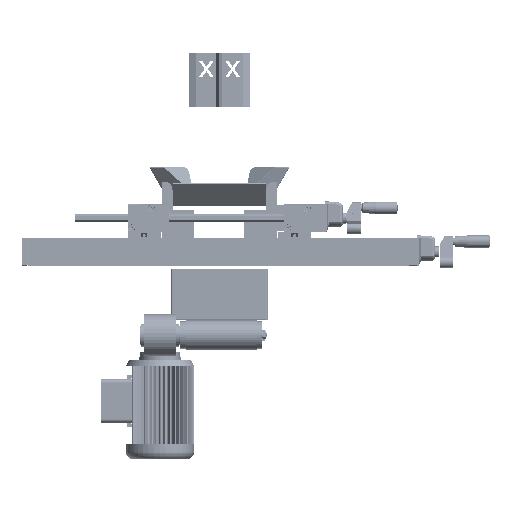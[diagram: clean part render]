
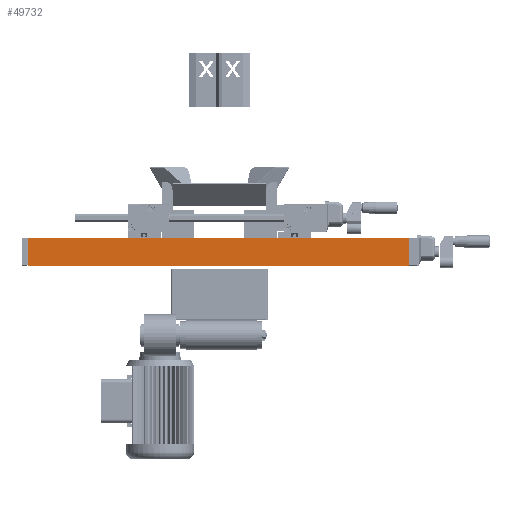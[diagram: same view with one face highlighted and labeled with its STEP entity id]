
A CAD part, left-side view. The second image highlights one B-rep face of the part: STEP entity #49732.
In plain terms, the highlighted face is planar.
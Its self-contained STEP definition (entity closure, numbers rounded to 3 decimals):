
#4130=ORIENTED_EDGE('',*,*,#18464,.T.);
#4131=ORIENTED_EDGE('',*,*,#18465,.F.);
#4132=ORIENTED_EDGE('',*,*,#18344,.F.);
#4133=ORIENTED_EDGE('',*,*,#18463,.T.);
#18344=EDGE_CURVE('',#25585,#25586,#30424,.T.);
#18463=EDGE_CURVE('',#25585,#25666,#30540,.T.);
#18464=EDGE_CURVE('',#25666,#25667,#30541,.T.);
#18465=EDGE_CURVE('',#25586,#25667,#30542,.T.);
#25585=VERTEX_POINT('',#90228);
#25586=VERTEX_POINT('',#90230);
#25666=VERTEX_POINT('',#90469);
#25667=VERTEX_POINT('',#90473);
#30424=LINE('',#90229,#35451);
#30540=LINE('',#90470,#35567);
#30541=LINE('',#90472,#35568);
#30542=LINE('',#90474,#35569);
#35451=VECTOR('',#76026,1000.);
#35567=VECTOR('',#76230,1000.);
#35568=VECTOR('',#76233,1000.);
#35569=VECTOR('',#76234,1000.);
#40516=EDGE_LOOP('',(#4130,#4131,#4132,#4133));
#44164=FACE_BOUND('',#40516,.T.);
#47757=PLANE('',#71279);
#49732=ADVANCED_FACE('',(#44164),#47757,.F.);
#71279=AXIS2_PLACEMENT_3D('',#90471,#76231,#76232);
#76026=DIRECTION('',(0.,0.,-1.));
#76230=DIRECTION('',(0.,-1.,0.));
#76231=DIRECTION('',(-1.,0.,0.));
#76232=DIRECTION('',(0.,0.,1.));
#76233=DIRECTION('',(0.,0.,-1.));
#76234=DIRECTION('',(0.,-1.,0.));
#90228=CARTESIAN_POINT('',(25.,500.,25.));
#90229=CARTESIAN_POINT('',(25.,500.,25.));
#90230=CARTESIAN_POINT('',(25.,500.,-25.));
#90469=CARTESIAN_POINT('',(25.,-200.,25.));
#90470=CARTESIAN_POINT('',(25.,100.,25.));
#90471=CARTESIAN_POINT('',(25.,100.,25.));
#90472=CARTESIAN_POINT('',(25.,-200.,25.));
#90473=CARTESIAN_POINT('',(25.,-200.,-25.));
#90474=CARTESIAN_POINT('',(25.,100.,-25.));
